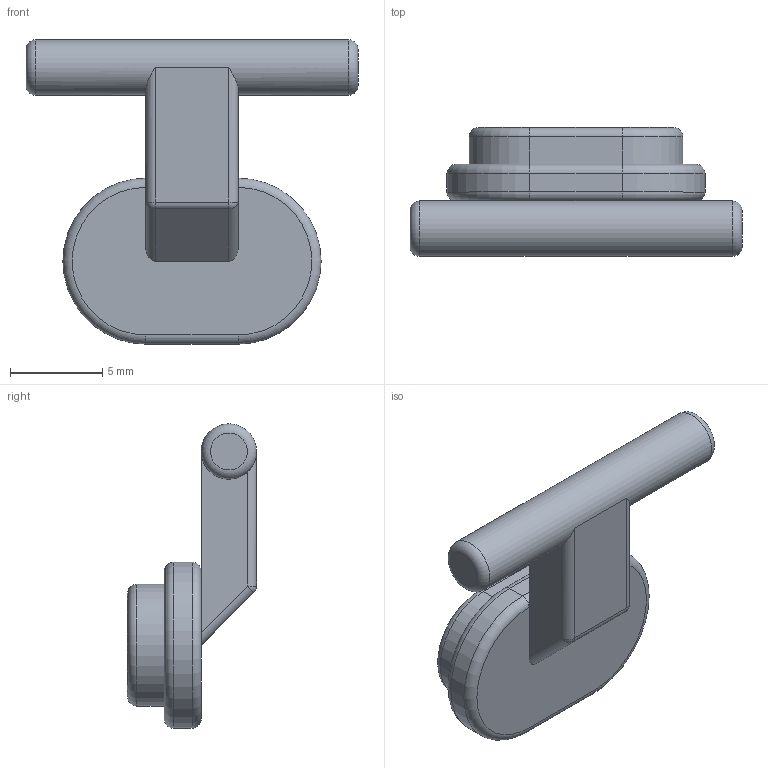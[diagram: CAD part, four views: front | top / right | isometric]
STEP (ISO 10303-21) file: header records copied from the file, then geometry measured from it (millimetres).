
FILE_DESCRIPTION(/* description */ (''),/* implementation_level */ '2;1');
FILE_NAME(/* name */ 'ChargerLid.step',/* time_stamp */ '2023-01-29T12:26:15-08:00',/* author */ (''),/* organization */ (''),/* preprocessor_version */ 'ST-DEVELOPER v19',/* originating_system */ 'Autodesk Translation Framework v11.7.0.108',/* authorisation */ '');
FILE_SCHEMA (('AUTOMOTIVE_DESIGN { 1 0 10303 214 3 1 1 }'));
Length unit declared in the file: millimetre
Products named in the file (1): ChargerLid
Bounding box: 18 x 7 x 16.5 mm (x, y, z)
Volume: 588.4 mm3; surface area: 775.3 mm2
Topology: 3 solids, 3 shells, 41 faces, 85 edges, 50 vertices
Faces by surface type: cylinder 16, plane 15, torus 8, sphere 2
Full cylindrical faces by diameter (mm): 3 x1
Entity records: 1124 total; most frequent: DIRECTION 211, CARTESIAN_POINT 191, ORIENTED_EDGE 170, AXIS2_PLACEMENT_3D 86, EDGE_CURVE 85, VERTEX_POINT 50, CIRCLE 42, FACE_OUTER_BOUND 41
